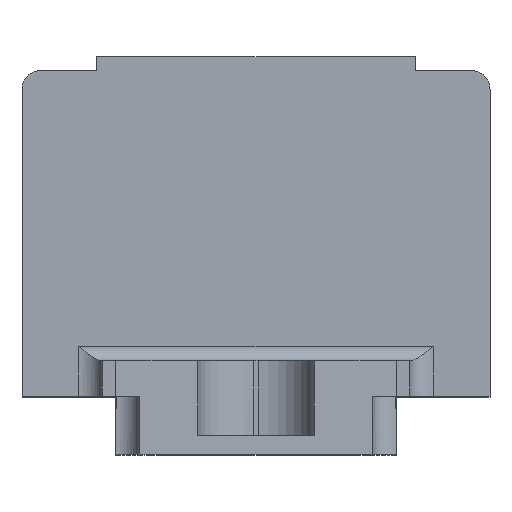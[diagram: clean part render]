
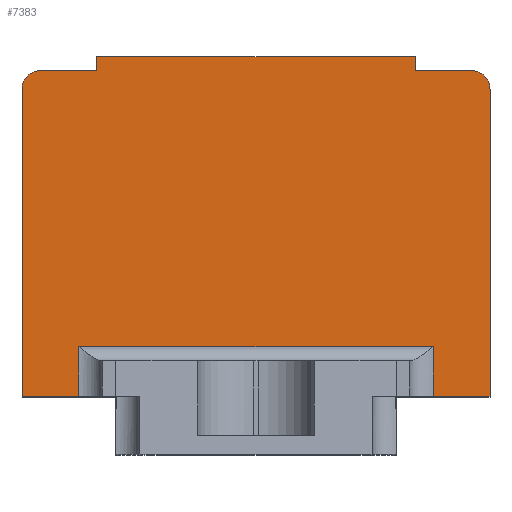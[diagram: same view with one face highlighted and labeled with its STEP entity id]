
A CAD part, top view. The second image highlights one B-rep face of the part: STEP entity #7383.
In plain terms, the highlighted planar face has unit normal (0, 0, 1).
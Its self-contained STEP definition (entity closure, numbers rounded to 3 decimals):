
#2004=CARTESIAN_POINT('',(23.,39.,72.1));
#2005=DIRECTION('',(0.,0.,1.));
#2006=DIRECTION('',(1.,0.,0.));
#2007=AXIS2_PLACEMENT_3D('',#2004,#2005,#2006);
#2018=DIRECTION('',(1.,0.,0.));
#2019=VECTOR('',#2018,6.);
#2020=CARTESIAN_POINT('',(-23.,41.,72.1));
#2021=LINE('',#2020,#2019);
#2022=DIRECTION('',(0.,1.,0.));
#2023=VECTOR('',#2022,1.5);
#2024=CARTESIAN_POINT('',(-17.,41.,72.1));
#2025=LINE('',#2024,#2023);
#2026=DIRECTION('',(1.,0.,0.));
#2027=VECTOR('',#2026,34.);
#2028=CARTESIAN_POINT('',(-17.,42.5,72.1));
#2029=LINE('',#2028,#2027);
#2030=DIRECTION('',(0.,-1.,0.));
#2031=VECTOR('',#2030,1.5);
#2032=CARTESIAN_POINT('',(17.,42.5,72.1));
#2033=LINE('',#2032,#2031);
#2034=DIRECTION('',(1.,0.,0.));
#2035=VECTOR('',#2034,6.);
#2036=CARTESIAN_POINT('',(17.,41.,72.1));
#2037=LINE('',#2036,#2035);
#2038=DIRECTION('',(0.,-1.,0.));
#2039=VECTOR('',#2038,32.8);
#2040=CARTESIAN_POINT('',(25.,39.,72.1));
#2041=LINE('',#2040,#2039);
#2042=DIRECTION('',(-1.,0.,0.));
#2043=VECTOR('',#2042,6.087);
#2044=CARTESIAN_POINT('',(25.,6.2,72.1));
#2045=LINE('',#2044,#2043);
#2046=DIRECTION('',(-1.,0.,0.));
#2047=VECTOR('',#2046,6.087);
#2048=CARTESIAN_POINT('',(-18.913,6.2,72.1));
#2049=LINE('',#2048,#2047);
#2050=DIRECTION('',(0.,1.,0.));
#2051=VECTOR('',#2050,32.8);
#2052=CARTESIAN_POINT('',(-25.,6.2,72.1));
#2053=LINE('',#2052,#2051);
#2058=CARTESIAN_POINT('',(-23.,39.,72.1));
#2059=DIRECTION('',(0.,0.,1.));
#2060=DIRECTION('',(0.,1.,0.));
#2061=AXIS2_PLACEMENT_3D('',#2058,#2059,#2060);
#2092=DIRECTION('',(0.,-1.,0.));
#2093=VECTOR('',#2092,5.3);
#2094=CARTESIAN_POINT('',(18.913,11.5,72.1));
#2095=LINE('',#2094,#2093);
#2155=DIRECTION('',(1.,0.,0.));
#2156=VECTOR('',#2155,37.825);
#2157=CARTESIAN_POINT('',(-18.913,11.5,72.1));
#2158=LINE('',#2157,#2156);
#2173=DIRECTION('',(0.,-1.,0.));
#2174=VECTOR('',#2173,5.3);
#2175=CARTESIAN_POINT('',(-18.913,11.5,72.1));
#2176=LINE('',#2175,#2174);
#4147=CARTESIAN_POINT('',(-17.,41.,72.1));
#4148=CARTESIAN_POINT('',(-17.,42.5,72.1));
#4149=VERTEX_POINT('',#4147);
#4150=VERTEX_POINT('',#4148);
#4151=CARTESIAN_POINT('',(17.,42.5,72.1));
#4152=VERTEX_POINT('',#4151);
#4153=CARTESIAN_POINT('',(17.,41.,72.1));
#4154=VERTEX_POINT('',#4153);
#4163=CARTESIAN_POINT('',(25.,6.2,72.1));
#4165=VERTEX_POINT('',#4163);
#4167=CARTESIAN_POINT('',(-25.,6.2,72.1));
#4169=VERTEX_POINT('',#4167);
#4239=CARTESIAN_POINT('',(18.913,6.2,72.1));
#4240=VERTEX_POINT('',#4239);
#4245=CARTESIAN_POINT('',(-18.913,6.2,72.1));
#4246=VERTEX_POINT('',#4245);
#4247=CARTESIAN_POINT('',(-18.913,11.5,72.1));
#4248=CARTESIAN_POINT('',(18.913,11.5,72.1));
#4249=VERTEX_POINT('',#4247);
#4250=VERTEX_POINT('',#4248);
#4454=CARTESIAN_POINT('',(-23.,41.,72.1));
#4456=VERTEX_POINT('',#4454);
#4457=CARTESIAN_POINT('',(-25.,39.,72.1));
#4458=VERTEX_POINT('',#4457);
#4462=CARTESIAN_POINT('',(25.,39.,72.1));
#4464=VERTEX_POINT('',#4462);
#4465=CARTESIAN_POINT('',(23.,41.,72.1));
#4466=VERTEX_POINT('',#4465);
#7352=CARTESIAN_POINT('',(0.,0.,72.1));
#7353=DIRECTION('',(0.,0.,-1.));
#7354=DIRECTION('',(-1.,0.,0.));
#7355=AXIS2_PLACEMENT_3D('',#7352,#7353,#7354);
#7356=PLANE('',#7355);
#7358=ORIENTED_EDGE('',*,*,#7357,.F.);
#7360=ORIENTED_EDGE('',*,*,#7359,.T.);
#7362=ORIENTED_EDGE('',*,*,#7361,.T.);
#7364=ORIENTED_EDGE('',*,*,#7363,.T.);
#7366=ORIENTED_EDGE('',*,*,#7365,.T.);
#7368=ORIENTED_EDGE('',*,*,#7367,.T.);
#7369=ORIENTED_EDGE('',*,*,#7344,.F.);
#7370=ORIENTED_EDGE('',*,*,#7333,.T.);
#7371=ORIENTED_EDGE('',*,*,#6903,.T.);
#7373=ORIENTED_EDGE('',*,*,#7372,.F.);
#7375=ORIENTED_EDGE('',*,*,#7374,.F.);
#7377=ORIENTED_EDGE('',*,*,#7376,.T.);
#7378=ORIENTED_EDGE('',*,*,#7256,.T.);
#7380=ORIENTED_EDGE('',*,*,#7379,.T.);
#7381=EDGE_LOOP('',(#7358,#7360,#7362,#7364,#7366,#7368,#7369,#7370,#7371,#7373,
#7375,#7377,#7378,#7380));
#7382=FACE_OUTER_BOUND('',#7381,.F.);
#7383=ADVANCED_FACE('',(#7382),#7356,.F.);
#2008=CIRCLE('',#2007,2.);
#2062=CIRCLE('',#2061,2.);
#6903=EDGE_CURVE('',#4165,#4240,#2045,.T.);
#7256=EDGE_CURVE('',#4246,#4169,#2049,.T.);
#7333=EDGE_CURVE('',#4464,#4165,#2041,.T.);
#7344=EDGE_CURVE('',#4464,#4466,#2008,.T.);
#7357=EDGE_CURVE('',#4456,#4458,#2062,.T.);
#7359=EDGE_CURVE('',#4456,#4149,#2021,.T.);
#7361=EDGE_CURVE('',#4149,#4150,#2025,.T.);
#7363=EDGE_CURVE('',#4150,#4152,#2029,.T.);
#7365=EDGE_CURVE('',#4152,#4154,#2033,.T.);
#7367=EDGE_CURVE('',#4154,#4466,#2037,.T.);
#7372=EDGE_CURVE('',#4250,#4240,#2095,.T.);
#7374=EDGE_CURVE('',#4249,#4250,#2158,.T.);
#7376=EDGE_CURVE('',#4249,#4246,#2176,.T.);
#7379=EDGE_CURVE('',#4169,#4458,#2053,.T.);
